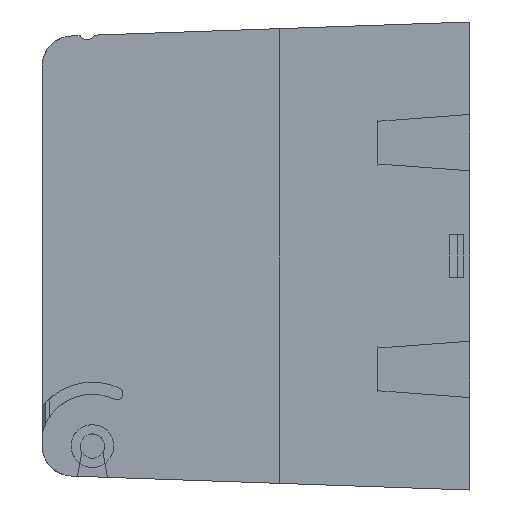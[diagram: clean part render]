
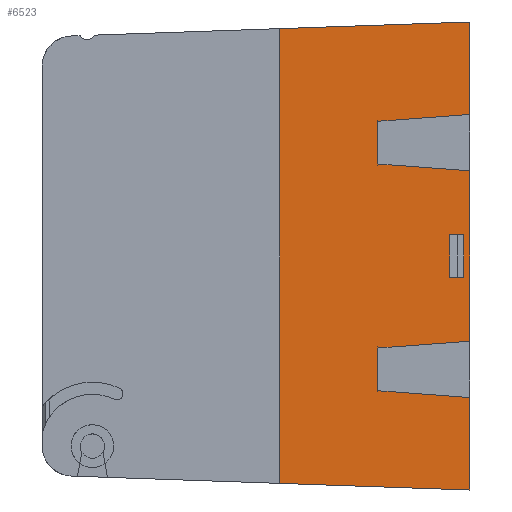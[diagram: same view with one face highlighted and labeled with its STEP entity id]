
A CAD part, left-side view. The second image highlights one B-rep face of the part: STEP entity #6523.
In plain terms, the highlighted planar face has unit normal (-1, 0, 0).
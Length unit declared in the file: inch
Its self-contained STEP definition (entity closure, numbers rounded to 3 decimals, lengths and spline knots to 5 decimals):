
#297 = EDGE_CURVE ( 'NONE', #1639, #8924, #10642, .T. ) ;
#338 = CARTESIAN_POINT ( 'NONE',  ( -0.465, 0.604, 0.88523 ) ) ;
#534 = EDGE_LOOP ( 'NONE', ( #10589, #22180, #21947, #16573 ) ) ;
#788 = CARTESIAN_POINT ( 'NONE',  ( -0.465, 0.604, -0.56 ) ) ;
#952 = VECTOR ( 'NONE', #11513, 39.37008 ) ;
#1381 = VERTEX_POINT ( 'NONE', #15554 ) ;
#1384 = DIRECTION ( 'NONE',  ( 0., 0., 1. ) ) ;
#1465 = PLANE ( 'NONE',  #23676 ) ;
#1553 = CARTESIAN_POINT ( 'NONE',  ( -0.465, 0.594, -0.5 ) ) ;
#1639 = VERTEX_POINT ( 'NONE', #5075 ) ;
#1843 = EDGE_CURVE ( 'NONE', #5305, #11476, #18575, .T. ) ;
#2111 = CARTESIAN_POINT ( 'NONE',  ( -0.465, 0.604, -0.88523 ) ) ;
#2254 = CARTESIAN_POINT ( 'NONE',  ( -0.465, 0.604, 0.56 ) ) ;
#2440 = DIRECTION ( 'NONE',  ( -1., 0., 0. ) ) ;
#2584 = DIRECTION ( 'NONE',  ( 0., 0., 1. ) ) ;
#2677 = CARTESIAN_POINT ( 'NONE',  ( -0.465, 0.04, -0.14 ) ) ;
#3080 = ORIENTED_EDGE ( 'NONE', *, *, #11853, .F. ) ;
#3311 = ORIENTED_EDGE ( 'NONE', *, *, #13281, .F. ) ;
#3679 = EDGE_CURVE ( 'NONE', #4577, #24374, #25264, .T. ) ;
#3820 = EDGE_CURVE ( 'NONE', #1381, #7260, #24445, .T. ) ;
#3976 = VERTEX_POINT ( 'NONE', #25116 ) ;
#4066 = EDGE_CURVE ( 'NONE', #11476, #19457, #4815, .T. ) ;
#4577 = VERTEX_POINT ( 'NONE', #14788 ) ;
#4708 = ORIENTED_EDGE ( 'NONE', *, *, #5529, .F. ) ;
#4714 = LINE ( 'NONE', #20338, #22580 ) ;
#4815 = LINE ( 'NONE', #24125, #7596 ) ;
#5075 = CARTESIAN_POINT ( 'NONE',  ( -0.465, 0., 1.53756 ) ) ;
#5305 = VERTEX_POINT ( 'NONE', #2111 ) ;
#5529 = EDGE_CURVE ( 'NONE', #7109, #8924, #20165, .T. ) ;
#5649 = DIRECTION ( 'NONE',  ( 0., -1., 0. ) ) ;
#5832 = CARTESIAN_POINT ( 'NONE',  ( -0.465, 0.133, 0.14 ) ) ;
#6312 = DIRECTION ( 'NONE',  ( 0., -0.997, -0.074 ) ) ;
#6429 = CARTESIAN_POINT ( 'NONE',  ( -0.465, 0., -0.56 ) ) ;
#6481 = CARTESIAN_POINT ( 'NONE',  ( -0.465, 0.62245, -0.88387 ) ) ;
#6523 = ADVANCED_FACE ( 'NONE', ( #21644, #8636 ), #1465, .T. ) ;
#7109 = VERTEX_POINT ( 'NONE', #16038 ) ;
#7260 = VERTEX_POINT ( 'NONE', #11457 ) ;
#7596 = VECTOR ( 'NONE', #23687, 39.37008 ) ;
#7669 = DIRECTION ( 'NONE',  ( 0., 0., -1. ) ) ;
#7887 = CARTESIAN_POINT ( 'NONE',  ( -0.465, 0., 1.4375 ) ) ;
#8146 = VECTOR ( 'NONE', #10457, 39.37008 ) ;
#8636 = FACE_BOUND ( 'NONE', #534, .T. ) ;
#8675 = EDGE_CURVE ( 'NONE', #4577, #8820, #20664, .T. ) ;
#8820 = VERTEX_POINT ( 'NONE', #338 ) ;
#8924 = VERTEX_POINT ( 'NONE', #26446 ) ;
#10457 = DIRECTION ( 'NONE',  ( 0., 0., -1. ) ) ;
#10589 = ORIENTED_EDGE ( 'NONE', *, *, #13069, .F. ) ;
#10642 = LINE ( 'NONE', #11732, #952 ) ;
#10730 = CARTESIAN_POINT ( 'NONE',  ( -0.465, 0., 1.4375 ) ) ;
#11457 = CARTESIAN_POINT ( 'NONE',  ( -0.465, 0., -1.53756 ) ) ;
#11476 = VERTEX_POINT ( 'NONE', #25064 ) ;
#11513 = DIRECTION ( 'NONE',  ( 0., 0.999, -0.035 ) ) ;
#11662 = EDGE_CURVE ( 'NONE', #8820, #24769, #4714, .T. ) ;
#11732 = CARTESIAN_POINT ( 'NONE',  ( -0.465, 1.1485, 1.49745 ) ) ;
#11853 = EDGE_CURVE ( 'NONE', #7260, #7109, #19708, .T. ) ;
#12183 = LINE ( 'NONE', #21653, #15937 ) ;
#12186 = DIRECTION ( 'NONE',  ( 0., 0., 1. ) ) ;
#12402 = CARTESIAN_POINT ( 'NONE',  ( -0.465, 0., 1.4375 ) ) ;
#12602 = EDGE_CURVE ( 'NONE', #13763, #22239, #18923, .T. ) ;
#12741 = EDGE_CURVE ( 'NONE', #18787, #3976, #17487, .T. ) ;
#12759 = VECTOR ( 'NONE', #2584, 39.37008 ) ;
#12828 = DIRECTION ( 'NONE',  ( 0., 0., -1. ) ) ;
#12853 = ORIENTED_EDGE ( 'NONE', *, *, #3820, .F. ) ;
#13055 = VECTOR ( 'NONE', #6312, 39.37008 ) ;
#13069 = EDGE_CURVE ( 'NONE', #22239, #3976, #23587, .T. ) ;
#13175 = LINE ( 'NONE', #6481, #13055 ) ;
#13281 = EDGE_CURVE ( 'NONE', #24374, #19457, #18313, .T. ) ;
#13669 = ORIENTED_EDGE ( 'NONE', *, *, #8675, .T. ) ;
#13763 = VERTEX_POINT ( 'NONE', #15822 ) ;
#14788 = CARTESIAN_POINT ( 'NONE',  ( -0.465, 0.604, 0.60477 ) ) ;
#15013 = CARTESIAN_POINT ( 'NONE',  ( -0.465, 0.133, 0.14 ) ) ;
#15069 = VECTOR ( 'NONE', #5649, 39.37008 ) ;
#15544 = CARTESIAN_POINT ( 'NONE',  ( -0.465, 0.133, -0.14 ) ) ;
#15554 = CARTESIAN_POINT ( 'NONE',  ( -0.465, 0., -0.93 ) ) ;
#15724 = DIRECTION ( 'NONE',  ( 0., -1., 0. ) ) ;
#15732 = LINE ( 'NONE', #7887, #19498 ) ;
#15798 = DIRECTION ( 'NONE',  ( 0., 0., 1. ) ) ;
#15822 = CARTESIAN_POINT ( 'NONE',  ( -0.465, 0.133, -0.14 ) ) ;
#15937 = VECTOR ( 'NONE', #21366, 39.37008 ) ;
#16038 = CARTESIAN_POINT ( 'NONE',  ( -0.465, 1.25, -1.49391 ) ) ;
#16206 = DIRECTION ( 'NONE',  ( 0., 0.999, 0.035 ) ) ;
#16393 = CARTESIAN_POINT ( 'NONE',  ( -0.465, 1.1485, -1.49745 ) ) ;
#16573 = ORIENTED_EDGE ( 'NONE', *, *, #12741, .T. ) ;
#17487 = LINE ( 'NONE', #5832, #15069 ) ;
#17949 = CARTESIAN_POINT ( 'NONE',  ( -0.465, 1.25, -0.5 ) ) ;
#17994 = VECTOR ( 'NONE', #15798, 39.37008 ) ;
#18223 = EDGE_CURVE ( 'NONE', #13763, #18787, #12183, .T. ) ;
#18244 = CARTESIAN_POINT ( 'NONE',  ( -0.465, 0., 0.93 ) ) ;
#18313 = LINE ( 'NONE', #12402, #26393 ) ;
#18560 = DIRECTION ( 'NONE',  ( 0., 0., 1. ) ) ;
#18575 = LINE ( 'NONE', #788, #24083 ) ;
#18775 = CARTESIAN_POINT ( 'NONE',  ( -0.465, 0.51262, 0.59799 ) ) ;
#18787 = VERTEX_POINT ( 'NONE', #15013 ) ;
#18921 = CARTESIAN_POINT ( 'NONE',  ( -0.465, 0.04, -0.14 ) ) ;
#18923 = LINE ( 'NONE', #15544, #24377 ) ;
#19232 = ORIENTED_EDGE ( 'NONE', *, *, #21833, .F. ) ;
#19285 = ORIENTED_EDGE ( 'NONE', *, *, #11662, .T. ) ;
#19457 = VERTEX_POINT ( 'NONE', #6429 ) ;
#19498 = VECTOR ( 'NONE', #7669, 39.37008 ) ;
#19708 = LINE ( 'NONE', #16393, #21093 ) ;
#20165 = LINE ( 'NONE', #17949, #17994 ) ;
#20338 = CARTESIAN_POINT ( 'NONE',  ( -0.465, 0., 0.93 ) ) ;
#20418 = ORIENTED_EDGE ( 'NONE', *, *, #3679, .F. ) ;
#20664 = LINE ( 'NONE', #2254, #12759 ) ;
#20751 = DIRECTION ( 'NONE',  ( 0., -0.997, 0.074 ) ) ;
#21093 = VECTOR ( 'NONE', #16206, 39.37008 ) ;
#21366 = DIRECTION ( 'NONE',  ( 0., 0., 1. ) ) ;
#21438 = VECTOR ( 'NONE', #23207, 39.37008 ) ;
#21644 = FACE_OUTER_BOUND ( 'NONE', #24242, .T. ) ;
#21653 = CARTESIAN_POINT ( 'NONE',  ( -0.465, 0.133, -0.14 ) ) ;
#21761 = EDGE_CURVE ( 'NONE', #1639, #24769, #15732, .T. ) ;
#21833 = EDGE_CURVE ( 'NONE', #5305, #1381, #13175, .T. ) ;
#21947 = ORIENTED_EDGE ( 'NONE', *, *, #18223, .T. ) ;
#22180 = ORIENTED_EDGE ( 'NONE', *, *, #12602, .F. ) ;
#22239 = VERTEX_POINT ( 'NONE', #2677 ) ;
#22432 = CARTESIAN_POINT ( 'NONE',  ( -0.465, 0., 0.56 ) ) ;
#22580 = VECTOR ( 'NONE', #20751, 39.37008 ) ;
#22700 = ORIENTED_EDGE ( 'NONE', *, *, #297, .T. ) ;
#23207 = DIRECTION ( 'NONE',  ( 0., -0.997, -0.074 ) ) ;
#23487 = ORIENTED_EDGE ( 'NONE', *, *, #4066, .T. ) ;
#23587 = LINE ( 'NONE', #18921, #26163 ) ;
#23676 = AXIS2_PLACEMENT_3D ( 'NONE', #1553, #2440, #1384 ) ;
#23687 = DIRECTION ( 'NONE',  ( 0., -0.997, 0.074 ) ) ;
#24083 = VECTOR ( 'NONE', #12186, 39.37008 ) ;
#24125 = CARTESIAN_POINT ( 'NONE',  ( -0.465, 0., -0.56 ) ) ;
#24242 = EDGE_LOOP ( 'NONE', ( #23487, #3311, #20418, #13669, #19285, #25762, #22700, #4708, #3080, #12853, #19232, #24435 ) ) ;
#24374 = VERTEX_POINT ( 'NONE', #22432 ) ;
#24377 = VECTOR ( 'NONE', #15724, 39.37008 ) ;
#24435 = ORIENTED_EDGE ( 'NONE', *, *, #1843, .T. ) ;
#24445 = LINE ( 'NONE', #10730, #8146 ) ;
#24769 = VERTEX_POINT ( 'NONE', #18244 ) ;
#25064 = CARTESIAN_POINT ( 'NONE',  ( -0.465, 0.604, -0.60477 ) ) ;
#25116 = CARTESIAN_POINT ( 'NONE',  ( -0.465, 0.04, 0.14 ) ) ;
#25264 = LINE ( 'NONE', #18775, #21438 ) ;
#25762 = ORIENTED_EDGE ( 'NONE', *, *, #21761, .F. ) ;
#26163 = VECTOR ( 'NONE', #18560, 39.37008 ) ;
#26393 = VECTOR ( 'NONE', #12828, 39.37008 ) ;
#26446 = CARTESIAN_POINT ( 'NONE',  ( -0.465, 1.25, 1.49391 ) ) ;
